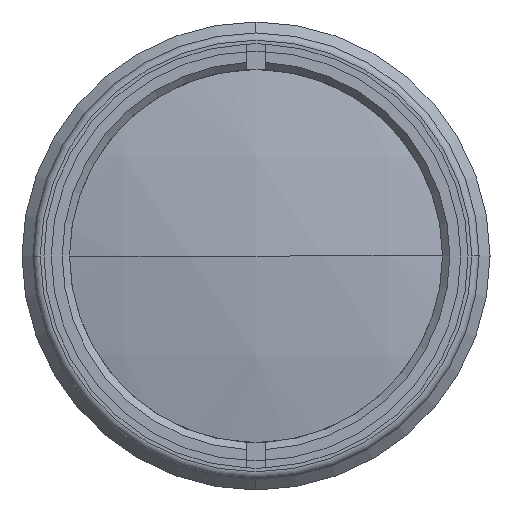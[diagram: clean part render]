
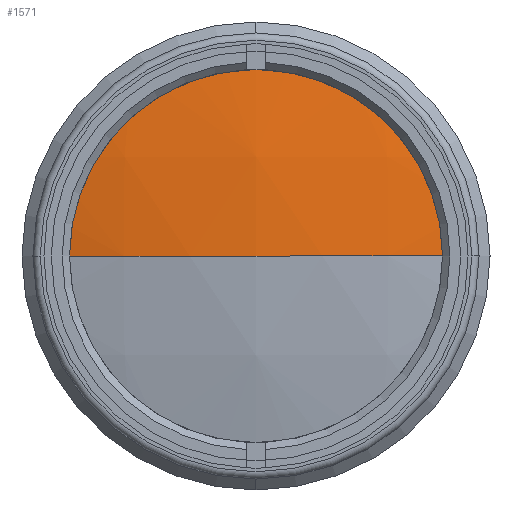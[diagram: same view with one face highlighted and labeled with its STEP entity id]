
A CAD part, left-side view. The second image highlights one B-rep face of the part: STEP entity #1571.
In plain terms, the highlighted spherical face has radius 124 mm.
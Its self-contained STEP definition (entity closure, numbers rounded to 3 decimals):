
#95 = DIRECTION ( 'NONE',  ( 0., 0., -1. ) ) ;
#138 = DIRECTION ( 'NONE',  ( -1., 0., 0. ) ) ;
#152 = DIRECTION ( 'NONE',  ( 0., 0., -1. ) ) ;
#203 = CARTESIAN_POINT ( 'NONE',  ( -122.505, -27., 0. ) ) ;
#222 = DIRECTION ( 'NONE',  ( 0., 1., 0. ) ) ;
#245 = AXIS2_PLACEMENT_3D ( 'NONE', #1409, #1591, #511 ) ;
#283 = VERTEX_POINT ( 'NONE', #901 ) ;
#314 = ORIENTED_EDGE ( 'NONE', *, *, #2151, .T. ) ;
#320 = SPHERICAL_SURFACE ( 'NONE', #1521, 124. ) ;
#456 = CIRCLE ( 'NONE', #991, 27. ) ;
#511 = DIRECTION ( 'NONE',  ( 0., -1., 0. ) ) ;
#591 = CARTESIAN_POINT ( 'NONE',  ( -1.48, 0., 0. ) ) ;
#690 = CARTESIAN_POINT ( 'NONE',  ( -122.505, 0., 0. ) ) ;
#901 = CARTESIAN_POINT ( 'NONE',  ( -125.48, 0., 0. ) ) ;
#942 = DIRECTION ( 'NONE',  ( 0., -1., 0. ) ) ;
#991 = AXIS2_PLACEMENT_3D ( 'NONE', #690, #138, #152 ) ;
#1167 = FACE_OUTER_BOUND ( 'NONE', #1980, .T. ) ;
#1209 = ORIENTED_EDGE ( 'NONE', *, *, #1871, .F. ) ;
#1217 = VERTEX_POINT ( 'NONE', #2069 ) ;
#1343 = ORIENTED_EDGE ( 'NONE', *, *, #1445, .T. ) ;
#1409 = CARTESIAN_POINT ( 'NONE',  ( -1.48, 0., 0. ) ) ;
#1445 = EDGE_CURVE ( 'NONE', #1217, #283, #2257, .T. ) ;
#1502 = CARTESIAN_POINT ( 'NONE',  ( -1.48, 0., 0. ) ) ;
#1521 = AXIS2_PLACEMENT_3D ( 'NONE', #591, #1826, #942 ) ;
#1571 = ADVANCED_FACE ( 'NONE', ( #1167 ), #320, .T. ) ;
#1591 = DIRECTION ( 'NONE',  ( 0., 0., 1. ) ) ;
#1754 = VERTEX_POINT ( 'NONE', #203 ) ;
#1826 = DIRECTION ( 'NONE',  ( 0., 0., 1. ) ) ;
#1871 = EDGE_CURVE ( 'NONE', #1754, #283, #2232, .T. ) ;
#1980 = EDGE_LOOP ( 'NONE', ( #314, #1343, #1209 ) ) ;
#2069 = CARTESIAN_POINT ( 'NONE',  ( -122.505, 27., 0. ) ) ;
#2151 = EDGE_CURVE ( 'NONE', #1754, #1217, #456, .T. ) ;
#2230 = AXIS2_PLACEMENT_3D ( 'NONE', #1502, #95, #222 ) ;
#2232 = CIRCLE ( 'NONE', #2230, 124. ) ;
#2257 = CIRCLE ( 'NONE', #245, 124. ) ;
